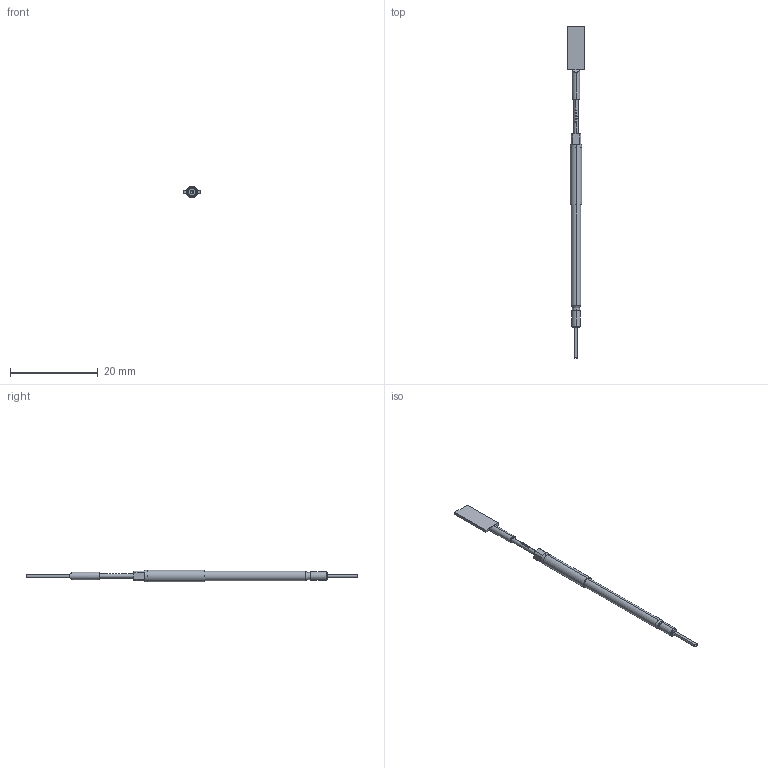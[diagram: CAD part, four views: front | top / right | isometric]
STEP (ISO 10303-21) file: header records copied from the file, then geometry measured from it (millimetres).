
FILE_DESCRIPTION (( 'STEP AP203' ), '1' );
FILE_NAME ('INGUN_VF3-220_400_060_A_445_xx.STEP', '2022-02-22T14:47:19', ( 'ochi' ), ( '' ), 'SwSTEP 2.0', 'SolidWorks 2018', '' );
FILE_SCHEMA (( 'CONFIG_CONTROL_DESIGN' ));
Length unit declared in the file: millimetre
Products named in the file (1): INGUN_VF3-220_400_060_A_445_xx
Bounding box: 4 x 75.7 x 2.6 mm (x, y, z)
Volume: 231.8 mm3; surface area: 503.8 mm2
Topology: 1 solids, 1 shells, 125 faces, 337 edges, 217 vertices
Faces by surface type: bspline 60, cylinder 28, plane 25, cone 12
Entity records: 5002 total; most frequent: CARTESIAN_POINT 2372, ORIENTED_EDGE 670, EDGE_CURVE 335, DIRECTION 301, VERTEX_POINT 217, B_SPLINE_CURVE_WITH_KNOTS 212, EDGE_LOOP 130, ADVANCED_FACE 125
